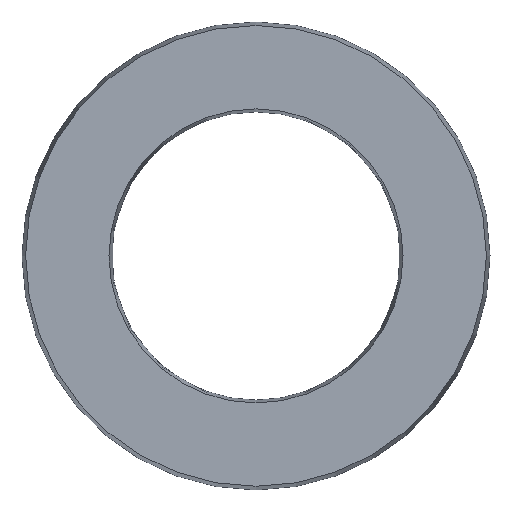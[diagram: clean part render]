
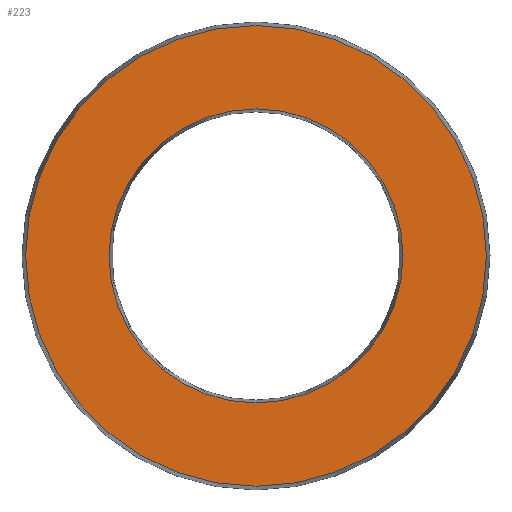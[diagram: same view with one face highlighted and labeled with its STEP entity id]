
A CAD part, top view. The second image highlights one B-rep face of the part: STEP entity #223.
In plain terms, the highlighted planar face has unit normal (0, 0, 1).
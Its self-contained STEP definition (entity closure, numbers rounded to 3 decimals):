
#5 = DIRECTION ( 'NONE',  ( -1., 0., 0. ) ) ;
#6 = EDGE_CURVE ( 'NONE', #263, #231, #41, .T. ) ;
#7 = CARTESIAN_POINT ( 'NONE',  ( 0., 21.169, 0. ) ) ;
#12 = EDGE_CURVE ( 'NONE', #55, #328, #87, .T. ) ;
#32 = CARTESIAN_POINT ( 'NONE',  ( 0., 0., 0. ) ) ;
#35 = DIRECTION ( 'NONE',  ( 0., 0., -1. ) ) ;
#41 = CIRCLE ( 'NONE', #396, 21.169 ) ;
#44 = AXIS2_PLACEMENT_3D ( 'NONE', #318, #293, #291 ) ;
#55 = VERTEX_POINT ( 'NONE', #119 ) ;
#70 = AXIS2_PLACEMENT_3D ( 'NONE', #225, #35, #5 ) ;
#84 = DIRECTION ( 'NONE',  ( -1., 0., 0. ) ) ;
#87 = CIRCLE ( 'NONE', #174, 33.169 ) ;
#94 = ORIENTED_EDGE ( 'NONE', *, *, #6, .F. ) ;
#118 = CIRCLE ( 'NONE', #44, 33.169 ) ;
#119 = CARTESIAN_POINT ( 'NONE',  ( -33.169, 0., 0. ) ) ;
#124 = CARTESIAN_POINT ( 'NONE',  ( 0., 0., 0. ) ) ;
#126 = DIRECTION ( 'NONE',  ( 0., -1., 0. ) ) ;
#127 = EDGE_LOOP ( 'NONE', ( #399, #331 ) ) ;
#145 = ORIENTED_EDGE ( 'NONE', *, *, #194, .F. ) ;
#157 = EDGE_CURVE ( 'NONE', #328, #55, #118, .T. ) ;
#161 = PLANE ( 'NONE',  #70 ) ;
#174 = AXIS2_PLACEMENT_3D ( 'NONE', #124, #414, #84 ) ;
#194 = EDGE_CURVE ( 'NONE', #231, #263, #240, .T. ) ;
#212 = EDGE_LOOP ( 'NONE', ( #145, #94 ) ) ;
#223 = ADVANCED_FACE ( 'NONE', ( #229, #247 ), #161, .F. ) ;
#225 = CARTESIAN_POINT ( 'NONE',  ( -21.169, 0., 0. ) ) ;
#229 = FACE_BOUND ( 'NONE', #212, .T. ) ;
#231 = VERTEX_POINT ( 'NONE', #238 ) ;
#238 = CARTESIAN_POINT ( 'NONE',  ( 0., -21.169, 0. ) ) ;
#240 = CIRCLE ( 'NONE', #329, 21.169 ) ;
#247 = FACE_OUTER_BOUND ( 'NONE', #127, .T. ) ;
#263 = VERTEX_POINT ( 'NONE', #7 ) ;
#287 = DIRECTION ( 'NONE',  ( 0., 0., 1. ) ) ;
#291 = DIRECTION ( 'NONE',  ( -1., 0., 0. ) ) ;
#293 = DIRECTION ( 'NONE',  ( 0., 0., -1. ) ) ;
#307 = CARTESIAN_POINT ( 'NONE',  ( 33.169, 0., 0. ) ) ;
#318 = CARTESIAN_POINT ( 'NONE',  ( 0., 0., 0. ) ) ;
#325 = DIRECTION ( 'NONE',  ( 0., 0., 1. ) ) ;
#328 = VERTEX_POINT ( 'NONE', #307 ) ;
#329 = AXIS2_PLACEMENT_3D ( 'NONE', #32, #325, #353 ) ;
#331 = ORIENTED_EDGE ( 'NONE', *, *, #157, .F. ) ;
#353 = DIRECTION ( 'NONE',  ( 0., -1., 0. ) ) ;
#396 = AXIS2_PLACEMENT_3D ( 'NONE', #418, #287, #126 ) ;
#399 = ORIENTED_EDGE ( 'NONE', *, *, #12, .F. ) ;
#414 = DIRECTION ( 'NONE',  ( 0., 0., -1. ) ) ;
#418 = CARTESIAN_POINT ( 'NONE',  ( 0., 0., 0. ) ) ;
